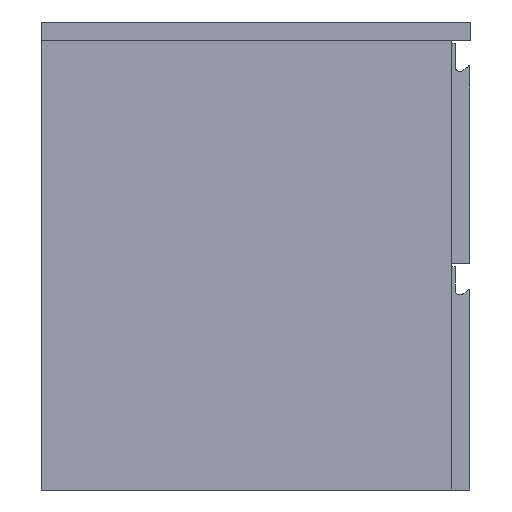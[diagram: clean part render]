
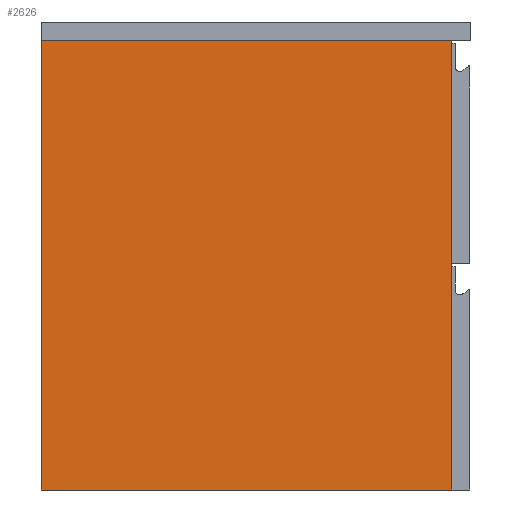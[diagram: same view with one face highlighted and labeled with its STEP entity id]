
A CAD part, left-side view. The second image highlights one B-rep face of the part: STEP entity #2626.
In plain terms, the highlighted planar face has unit normal (-1, 0, 0).
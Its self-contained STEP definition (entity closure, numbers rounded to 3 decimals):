
#243=FACE_OUTER_BOUND('',#406,.T.);
#406=EDGE_LOOP('',(#2293,#2294,#2295,#2296));
#714=LINE('',#4221,#1037);
#718=LINE('',#4229,#1041);
#721=LINE('',#4235,#1044);
#724=LINE('',#4240,#1047);
#1037=VECTOR('',#3488,1.);
#1041=VECTOR('',#3494,1.);
#1044=VECTOR('',#3499,1.);
#1047=VECTOR('',#3504,1.);
#1274=VERTEX_POINT('',#4219);
#1275=VERTEX_POINT('',#4220);
#1278=VERTEX_POINT('',#4228);
#1280=VERTEX_POINT('',#4234);
#1610=EDGE_CURVE('',#1274,#1275,#714,.T.);
#1614=EDGE_CURVE('',#1275,#1278,#718,.T.);
#1617=EDGE_CURVE('',#1278,#1280,#721,.T.);
#1620=EDGE_CURVE('',#1280,#1274,#724,.T.);
#2293=ORIENTED_EDGE('',*,*,#1620,.T.);
#2294=ORIENTED_EDGE('',*,*,#1610,.T.);
#2295=ORIENTED_EDGE('',*,*,#1614,.T.);
#2296=ORIENTED_EDGE('',*,*,#1617,.T.);
#2468=PLANE('',#2844);
#2626=ADVANCED_FACE('',(#243),#2468,.T.);
#2844=AXIS2_PLACEMENT_3D('',#4243,#3508,#3509);
#3488=DIRECTION('',(0.,0.,-1.));
#3494=DIRECTION('',(0.,-1.,0.));
#3499=DIRECTION('',(0.,0.,1.));
#3504=DIRECTION('',(0.,1.,0.));
#3508=DIRECTION('center_axis',(-1.,0.,0.));
#3509=DIRECTION('ref_axis',(0.,0.,1.));
#4219=CARTESIAN_POINT('',(0.,0.,471.));
#4220=CARTESIAN_POINT('',(0.,0.,0.));
#4221=CARTESIAN_POINT('',(0.,0.,471.));
#4228=CARTESIAN_POINT('',(0.,-430.,0.));
#4229=CARTESIAN_POINT('',(0.,0.,0.));
#4234=CARTESIAN_POINT('',(0.,-430.,471.));
#4235=CARTESIAN_POINT('',(0.,-430.,0.));
#4240=CARTESIAN_POINT('',(0.,-430.,471.));
#4243=CARTESIAN_POINT('Origin',(0.,-215.,235.5));
